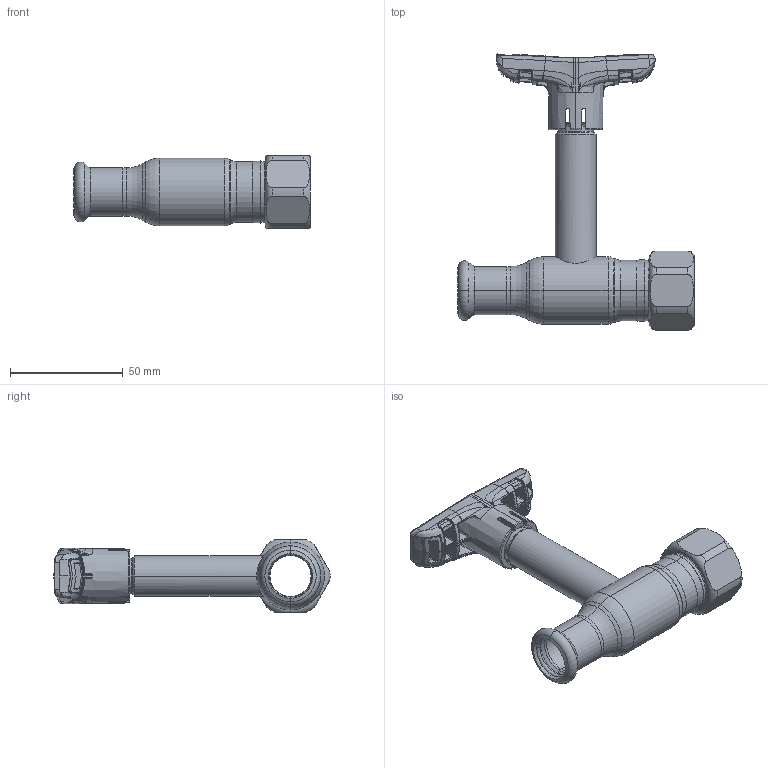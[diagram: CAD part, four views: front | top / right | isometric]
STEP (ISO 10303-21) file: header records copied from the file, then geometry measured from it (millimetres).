
FILE_DESCRIPTION (( 'STEP AP214' ), '1' );
FILE_NAME ('2015001011-0400.step', '2023-12-12T08:41:02', ( '' ), ( '' ), 'SwSTEP 2.0', 'SolidWorks 2021', '' );
FILE_SCHEMA (( 'AUTOMOTIVE_DESIGN' ));
Length unit declared in the file: millimetre
Products named in the file (1): 2015001011-0400
Bounding box: 104.8 x 122.18 x 32 mm (x, y, z)
Surface area: 25726.8 mm2 (no closed solid volume)
Topology: 0 solids, 7 shells, 730 faces, 2122 edges, 1316 vertices
Faces by surface type: bspline 569, plane 53, cylinder 40, cone 27, torus 27, sphere 14
Entity records: 55717 total; most frequent: CARTESIAN_POINT 33515, ORIENTED_EDGE 3729, EDGE_CURVE 2112, DIRECTION 1492, B_SPLINE_CURVE_WITH_KNOTS 1440, VERTEX_POINT 1312, EDGE_LOOP 738, UNCERTAINTY_MEASURE_WITH_UNIT 732
